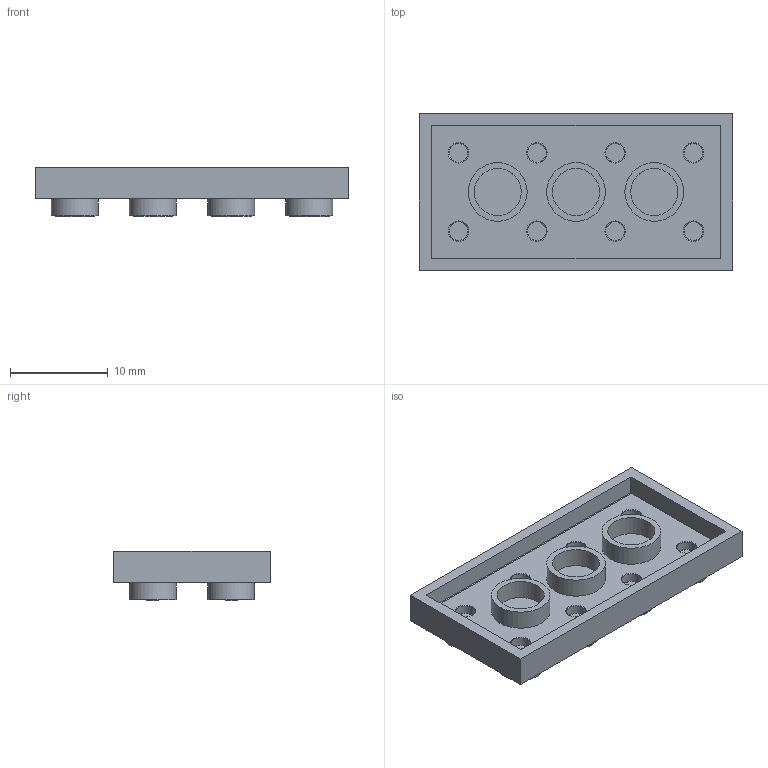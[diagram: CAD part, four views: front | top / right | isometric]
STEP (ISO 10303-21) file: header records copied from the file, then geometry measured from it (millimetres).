
FILE_DESCRIPTION(/* description */ ('STEP AP242','CAx-IF Rec.Pracs.---Representation and Presentation of Product Manufacturing Information (PMI)---4.0---2014-10-13','CAx-IF Rec.Pracs.---3D Tessellated Geometry---0.4---2014-09-14','2;1'),/* implementation_level */ '2;1');
FILE_NAME(/* name */ '66988330e79bf96ea38c7438',/* time_stamp */ '2024-07-18T02:51:29Z',/* author */ (''),/* organization */ (''),/* preprocessor_version */ 'ST-DEVELOPER v20',/* originating_system */ ' ',/* authorisation */ ' ');
FILE_SCHEMA (('AP242_MANAGED_MODEL_BASED_3D_ENGINEERING_MIM_LF { 1 0 10303 442 1 1 4 }'));
Length unit declared in the file: metre
Products named in the file (1): Part 1
Bounding box: 32 x 16 x 5.1 mm (x, y, z)
Volume: 1131.7 mm3; surface area: 1982.6 mm2
Topology: 1 solids, 1 shells, 619 faces, 1641 edges, 1083 vertices
Faces by surface type: bspline 288, plane 265, torus 32, cylinder 30, sphere 4
Full cylindrical faces by diameter (mm): 2 x8, 4.8 x11, 6 x3
Entity records: 19536 total; most frequent: CARTESIAN_POINT 6416, ORIENTED_EDGE 3128, DIRECTION 1744, EDGE_CURVE 1564, VERTEX_POINT 1064, LINE 896, VECTOR 896, EDGE_LOOP 736
